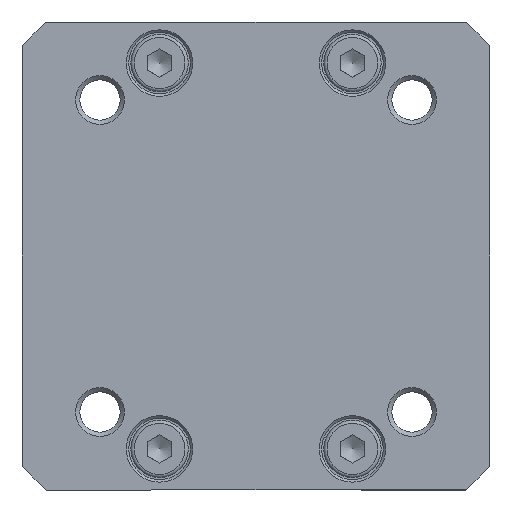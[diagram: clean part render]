
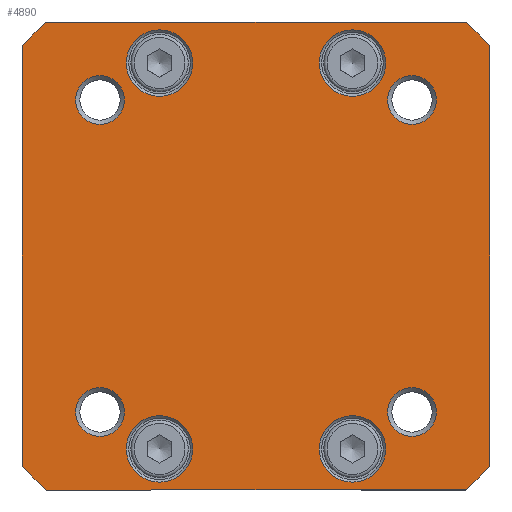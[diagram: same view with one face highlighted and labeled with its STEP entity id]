
A CAD part, front view. The second image highlights one B-rep face of the part: STEP entity #4890.
In plain terms, the highlighted planar face has unit normal (0, -1, 0).
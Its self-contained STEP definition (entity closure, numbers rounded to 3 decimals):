
#4727=CARTESIAN_POINT('',(0.,-7.625,0.));
#4728=DIRECTION('',(0.0,1.0,0.0));
#4729=DIRECTION('',(0.0,0.0,1.0));
#4730=AXIS2_PLACEMENT_3D('',#4727,#4728,#4729);
#4731=PLANE('',#4730);
#4732=CARTESIAN_POINT('',(25.511,-7.625,28.5));
#4733=VERTEX_POINT('',#4732);
#4734=CARTESIAN_POINT('',(28.5,-7.625,25.511));
#4735=VERTEX_POINT('',#4734);
#4736=CARTESIAN_POINT('',(0.0,-7.625,0.0));
#4737=DIRECTION('',(0.0,1.0,0.0));
#4738=DIRECTION('',(0.667,0.0,0.745));
#4739=AXIS2_PLACEMENT_3D('',#4736,#4737,#4738);
#4740=CIRCLE('',#4739,38.25);
#4741=EDGE_CURVE('',#4733,#4735,#4740,.T.);
#4742=ORIENTED_EDGE('',*,*,#4741,.F.);
#4743=CARTESIAN_POINT('',(-25.511,-7.625,28.5));
#4744=VERTEX_POINT('',#4743);
#4745=CARTESIAN_POINT('',(-25.511,-7.625,28.5));
#4746=DIRECTION('',(1.0,0.0,0.0));
#4747=VECTOR('',#4746,51.022);
#4748=LINE('',#4745,#4747);
#4749=EDGE_CURVE('',#4744,#4733,#4748,.T.);
#4750=ORIENTED_EDGE('',*,*,#4749,.F.);
#4751=CARTESIAN_POINT('',(-28.5,-7.625,25.511));
#4752=VERTEX_POINT('',#4751);
#4753=CARTESIAN_POINT('',(0.0,-7.625,0.0));
#4754=DIRECTION('',(0.0,1.0,0.0));
#4755=DIRECTION('',(-0.745,0.0,0.667));
#4756=AXIS2_PLACEMENT_3D('',#4753,#4754,#4755);
#4757=CIRCLE('',#4756,38.25);
#4758=EDGE_CURVE('',#4752,#4744,#4757,.T.);
#4759=ORIENTED_EDGE('',*,*,#4758,.F.);
#4760=CARTESIAN_POINT('',(-28.5,-7.625,-25.511));
#4761=VERTEX_POINT('',#4760);
#4762=CARTESIAN_POINT('',(-28.5,-7.625,-25.511));
#4763=DIRECTION('',(0.0,0.0,1.0));
#4764=VECTOR('',#4763,51.022);
#4765=LINE('',#4762,#4764);
#4766=EDGE_CURVE('',#4761,#4752,#4765,.T.);
#4767=ORIENTED_EDGE('',*,*,#4766,.F.);
#4768=CARTESIAN_POINT('',(-25.511,-7.625,-28.5));
#4769=VERTEX_POINT('',#4768);
#4770=CARTESIAN_POINT('',(0.0,-7.625,0.0));
#4771=DIRECTION('',(0.0,1.0,0.0));
#4772=DIRECTION('',(-0.667,0.0,-0.745));
#4773=AXIS2_PLACEMENT_3D('',#4770,#4771,#4772);
#4774=CIRCLE('',#4773,38.25);
#4775=EDGE_CURVE('',#4769,#4761,#4774,.T.);
#4776=ORIENTED_EDGE('',*,*,#4775,.F.);
#4777=CARTESIAN_POINT('',(25.511,-7.625,-28.5));
#4778=VERTEX_POINT('',#4777);
#4779=CARTESIAN_POINT('',(25.511,-7.625,-28.5));
#4780=DIRECTION('',(-1.0,0.0,0.0));
#4781=VECTOR('',#4780,51.022);
#4782=LINE('',#4779,#4781);
#4783=EDGE_CURVE('',#4778,#4769,#4782,.T.);
#4784=ORIENTED_EDGE('',*,*,#4783,.F.);
#4785=CARTESIAN_POINT('',(28.5,-7.625,-25.511));
#4786=VERTEX_POINT('',#4785);
#4787=CARTESIAN_POINT('',(0.0,-7.625,0.0));
#4788=DIRECTION('',(0.0,1.0,0.0));
#4789=DIRECTION('',(0.745,0.0,-0.667));
#4790=AXIS2_PLACEMENT_3D('',#4787,#4788,#4789);
#4791=CIRCLE('',#4790,38.25);
#4792=EDGE_CURVE('',#4786,#4778,#4791,.T.);
#4793=ORIENTED_EDGE('',*,*,#4792,.F.);
#4794=CARTESIAN_POINT('',(28.5,-7.625,25.511));
#4795=DIRECTION('',(0.0,0.0,-1.0));
#4796=VECTOR('',#4795,51.022);
#4797=LINE('',#4794,#4796);
#4798=EDGE_CURVE('',#4735,#4786,#4797,.T.);
#4799=ORIENTED_EDGE('',*,*,#4798,.F.);
#4800=EDGE_LOOP('',(#4742,#4750,#4759,#4767,#4776,#4784,#4793,#4799));
#4801=FACE_OUTER_BOUND('',#4800,.T.);
#4802=CARTESIAN_POINT('',(21.958,-7.625,-19.0));
#4803=VERTEX_POINT('',#4802);
#4804=CARTESIAN_POINT('',(19.0,-7.625,-19.0));
#4805=DIRECTION('',(0.0,-1.0,0.0));
#4806=DIRECTION('',(-1.0,0.0,0.0));
#4807=AXIS2_PLACEMENT_3D('',#4804,#4805,#4806);
#4808=CIRCLE('',#4807,2.959);
#4809=EDGE_CURVE('',#4803,#4803,#4808,.T.);
#4810=ORIENTED_EDGE('',*,*,#4809,.F.);
#4811=EDGE_LOOP('',(#4810));
#4812=FACE_BOUND('',#4811,.T.);
#4813=CARTESIAN_POINT('',(-16.042,-7.625,19.0));
#4814=VERTEX_POINT('',#4813);
#4815=CARTESIAN_POINT('',(-19.0,-7.625,19.0));
#4816=DIRECTION('',(0.0,-1.0,0.0));
#4817=DIRECTION('',(-1.0,0.0,0.0));
#4818=AXIS2_PLACEMENT_3D('',#4815,#4816,#4817);
#4819=CIRCLE('',#4818,2.958);
#4820=EDGE_CURVE('',#4814,#4814,#4819,.T.);
#4821=ORIENTED_EDGE('',*,*,#4820,.F.);
#4822=EDGE_LOOP('',(#4821));
#4823=FACE_BOUND('',#4822,.T.);
#4824=CARTESIAN_POINT('',(15.8,-7.625,-23.5));
#4825=VERTEX_POINT('',#4824);
#4826=CARTESIAN_POINT('',(11.75,-7.625,-23.5));
#4827=DIRECTION('',(0.0,-1.0,0.0));
#4828=DIRECTION('',(-1.0,0.0,0.0));
#4829=AXIS2_PLACEMENT_3D('',#4826,#4827,#4828);
#4830=CIRCLE('',#4829,4.05);
#4831=EDGE_CURVE('',#4825,#4825,#4830,.T.);
#4832=ORIENTED_EDGE('',*,*,#4831,.F.);
#4833=EDGE_LOOP('',(#4832));
#4834=FACE_BOUND('',#4833,.T.);
#4835=CARTESIAN_POINT('',(-7.7,-7.625,23.5));
#4836=VERTEX_POINT('',#4835);
#4837=CARTESIAN_POINT('',(-11.75,-7.625,23.5));
#4838=DIRECTION('',(0.0,-1.0,0.0));
#4839=DIRECTION('',(-1.0,0.0,0.0));
#4840=AXIS2_PLACEMENT_3D('',#4837,#4838,#4839);
#4841=CIRCLE('',#4840,4.05);
#4842=EDGE_CURVE('',#4836,#4836,#4841,.T.);
#4843=ORIENTED_EDGE('',*,*,#4842,.F.);
#4844=EDGE_LOOP('',(#4843));
#4845=FACE_BOUND('',#4844,.T.);
#4846=CARTESIAN_POINT('',(15.8,-7.625,23.5));
#4847=VERTEX_POINT('',#4846);
#4848=CARTESIAN_POINT('',(11.75,-7.625,23.5));
#4849=DIRECTION('',(0.0,-1.0,0.0));
#4850=DIRECTION('',(-1.0,0.0,0.0));
#4851=AXIS2_PLACEMENT_3D('',#4848,#4849,#4850);
#4852=CIRCLE('',#4851,4.05);
#4853=EDGE_CURVE('',#4847,#4847,#4852,.T.);
#4854=ORIENTED_EDGE('',*,*,#4853,.F.);
#4855=EDGE_LOOP('',(#4854));
#4856=FACE_BOUND('',#4855,.T.);
#4857=CARTESIAN_POINT('',(-7.7,-7.625,-23.5));
#4858=VERTEX_POINT('',#4857);
#4859=CARTESIAN_POINT('',(-11.75,-7.625,-23.5));
#4860=DIRECTION('',(0.0,-1.0,0.0));
#4861=DIRECTION('',(-1.0,0.0,0.0));
#4862=AXIS2_PLACEMENT_3D('',#4859,#4860,#4861);
#4863=CIRCLE('',#4862,4.05);
#4864=EDGE_CURVE('',#4858,#4858,#4863,.T.);
#4865=ORIENTED_EDGE('',*,*,#4864,.F.);
#4866=EDGE_LOOP('',(#4865));
#4867=FACE_BOUND('',#4866,.T.);
#4868=CARTESIAN_POINT('',(21.958,-7.625,19.0));
#4869=VERTEX_POINT('',#4868);
#4870=CARTESIAN_POINT('',(19.0,-7.625,19.0));
#4871=DIRECTION('',(0.0,-1.0,0.0));
#4872=DIRECTION('',(-1.0,0.0,0.0));
#4873=AXIS2_PLACEMENT_3D('',#4870,#4871,#4872);
#4874=CIRCLE('',#4873,2.959);
#4875=EDGE_CURVE('',#4869,#4869,#4874,.T.);
#4876=ORIENTED_EDGE('',*,*,#4875,.F.);
#4877=EDGE_LOOP('',(#4876));
#4878=FACE_BOUND('',#4877,.T.);
#4879=CARTESIAN_POINT('',(-16.042,-7.625,-19.0));
#4880=VERTEX_POINT('',#4879);
#4881=CARTESIAN_POINT('',(-19.0,-7.625,-19.0));
#4882=DIRECTION('',(0.0,-1.0,0.0));
#4883=DIRECTION('',(-1.0,0.0,0.0));
#4884=AXIS2_PLACEMENT_3D('',#4881,#4882,#4883);
#4885=CIRCLE('',#4884,2.958);
#4886=EDGE_CURVE('',#4880,#4880,#4885,.T.);
#4887=ORIENTED_EDGE('',*,*,#4886,.F.);
#4888=EDGE_LOOP('',(#4887));
#4889=FACE_BOUND('',#4888,.T.);
#4890=ADVANCED_FACE('',(#4801,#4812,#4823,#4834,#4845,#4856,#4867,#4878,#4889),#4731,.F.);
